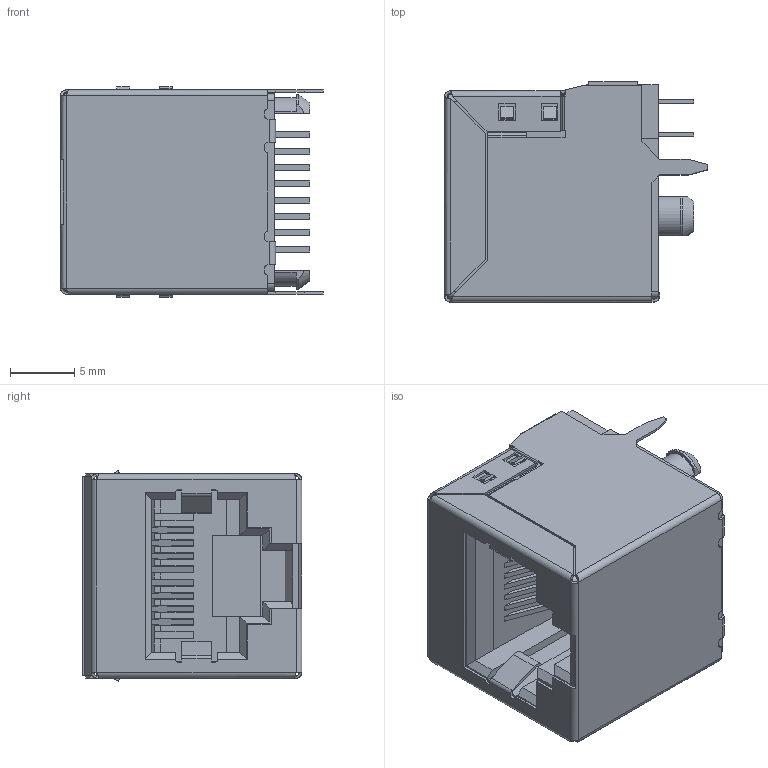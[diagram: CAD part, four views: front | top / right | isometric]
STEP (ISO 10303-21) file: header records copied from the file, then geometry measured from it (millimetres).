
FILE_DESCRIPTION(('FreeCAD Model'),'2;1');
FILE_NAME('652-6-08-xx.step', '2020-01-15T14:11:44',('Author'),(''), 'Open CASCADE STEP processor 6.8','FreeCAD','Unknown');
FILE_SCHEMA(('AUTOMOTIVE_DESIGN_CC2 { 1 2 10303 214 -1 1 5 4 }'));
Length unit declared in the file: millimetre
Products named in the file (2): ASSEMBLY; 652-6-08-xx
Assembly tree (1 placements, depth 2):
  ASSEMBLY
    652-6-08-xx
Bounding box: 20.4 x 17.08 x 16.36 mm (x, y, z)
Volume: 2693.5 mm3; surface area: 5061.9 mm2
Topology: 1 solids, 1 shells, 482 faces, 1387 edges, 894 vertices
Faces by surface type: plane 410, cylinder 62, bspline 10
Entity records: 40794 total; most frequent: CARTESIAN_POINT 13591, DIRECTION 4848, LINE 3603, VECTOR 3603, ORIENTED_EDGE 2774, PCURVE 2774, DEFINITIONAL_REPRESENTATION 2774, EDGE_CURVE 1387
